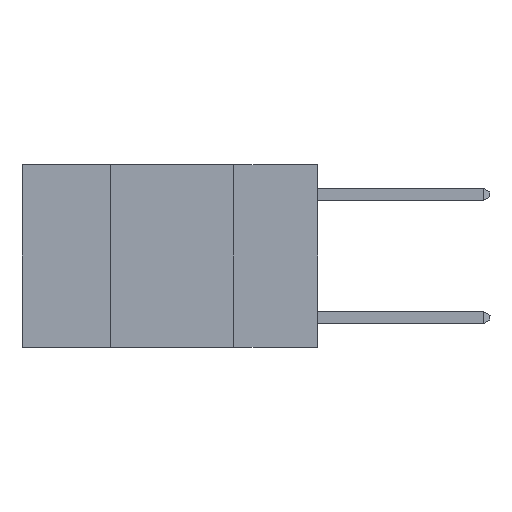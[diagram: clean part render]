
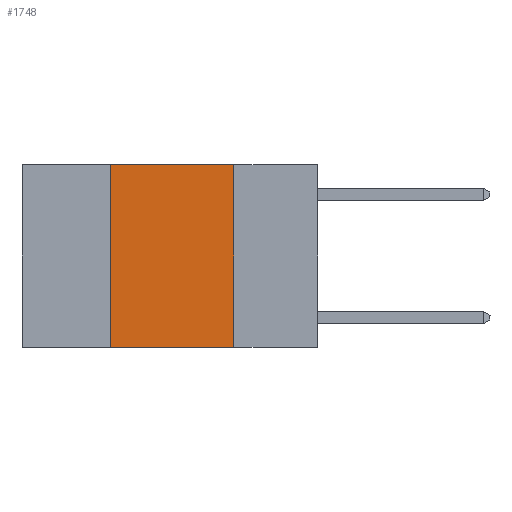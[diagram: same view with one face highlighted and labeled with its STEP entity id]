
A CAD part, left-side view. The second image highlights one B-rep face of the part: STEP entity #1748.
In plain terms, the highlighted planar face has unit normal (-1, 0, 0).
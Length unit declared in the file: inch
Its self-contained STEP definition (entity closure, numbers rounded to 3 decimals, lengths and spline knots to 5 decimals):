
#1071 = VERTEX_POINT ( 'NONE', #6776 ) ;
#1664 = EDGE_CURVE ( 'NONE', #1830, #6424, #7171, .T. ) ;
#1748 = ADVANCED_FACE ( 'NONE', ( #6137 ), #16746, .F. ) ;
#1791 = CARTESIAN_POINT ( 'NONE',  ( 0., 0.6, 0. ) ) ;
#1830 = VERTEX_POINT ( 'NONE', #8722 ) ;
#2770 = VECTOR ( 'NONE', #11904, 39.37008 ) ;
#3324 = DIRECTION ( 'NONE',  ( 1., 0., 0. ) ) ;
#3759 = LINE ( 'NONE', #20295, #12419 ) ;
#3820 = VECTOR ( 'NONE', #18513, 39.37008 ) ;
#4032 = AXIS2_PLACEMENT_3D ( 'NONE', #1791, #3324, #11686 ) ;
#4419 = ORIENTED_EDGE ( 'NONE', *, *, #1664, .F. ) ;
#4945 = ORIENTED_EDGE ( 'NONE', *, *, #19971, .F. ) ;
#5698 = CARTESIAN_POINT ( 'NONE',  ( 0., 0.17, 0. ) ) ;
#6137 = FACE_OUTER_BOUND ( 'NONE', #14710, .T. ) ;
#6424 = VERTEX_POINT ( 'NONE', #20266 ) ;
#6776 = CARTESIAN_POINT ( 'NONE',  ( 0., 0.42, 0. ) ) ;
#7171 = LINE ( 'NONE', #5698, #2770 ) ;
#7558 = CARTESIAN_POINT ( 'NONE',  ( 0., 0.6, 0. ) ) ;
#7652 = LINE ( 'NONE', #7558, #3820 ) ;
#8494 = LINE ( 'NONE', #9823, #19803 ) ;
#8722 = CARTESIAN_POINT ( 'NONE',  ( 0., 0.17, 0. ) ) ;
#9823 = CARTESIAN_POINT ( 'NONE',  ( 0., 0.42, 0. ) ) ;
#9902 = EDGE_CURVE ( 'NONE', #1071, #1830, #7652, .T. ) ;
#11280 = DIRECTION ( 'NONE',  ( 0., -1., 0. ) ) ;
#11686 = DIRECTION ( 'NONE',  ( 0., 0., -1. ) ) ;
#11904 = DIRECTION ( 'NONE',  ( 0., 0., -1. ) ) ;
#12202 = VERTEX_POINT ( 'NONE', #13914 ) ;
#12419 = VECTOR ( 'NONE', #11280, 39.37008 ) ;
#13914 = CARTESIAN_POINT ( 'NONE',  ( 0., 0.42, -0.37 ) ) ;
#14710 = EDGE_LOOP ( 'NONE', ( #4419, #17112, #4945, #17585 ) ) ;
#16746 = PLANE ( 'NONE',  #4032 ) ;
#17082 = EDGE_CURVE ( 'NONE', #12202, #6424, #3759, .T. ) ;
#17112 = ORIENTED_EDGE ( 'NONE', *, *, #9902, .F. ) ;
#17585 = ORIENTED_EDGE ( 'NONE', *, *, #17082, .T. ) ;
#18513 = DIRECTION ( 'NONE',  ( 0., -1., 0. ) ) ;
#19076 = DIRECTION ( 'NONE',  ( 0., 0., 1. ) ) ;
#19803 = VECTOR ( 'NONE', #19076, 39.37008 ) ;
#19971 = EDGE_CURVE ( 'NONE', #12202, #1071, #8494, .T. ) ;
#20266 = CARTESIAN_POINT ( 'NONE',  ( 0., 0.17, -0.37 ) ) ;
#20295 = CARTESIAN_POINT ( 'NONE',  ( 0., 0.6, -0.37 ) ) ;
